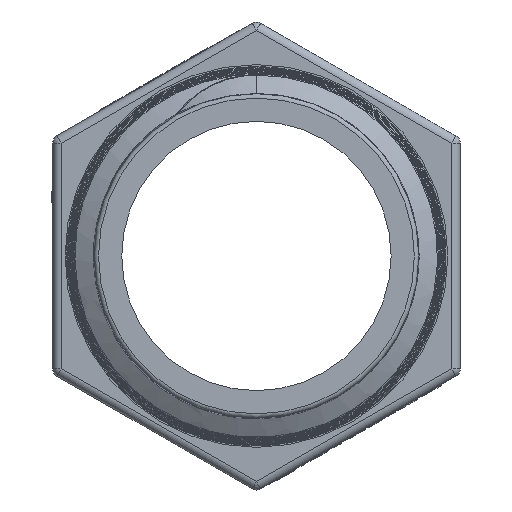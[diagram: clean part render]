
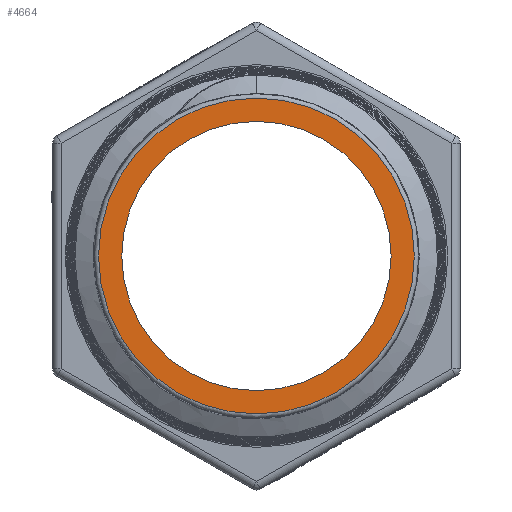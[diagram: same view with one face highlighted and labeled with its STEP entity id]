
A CAD part, left-side view. The second image highlights one B-rep face of the part: STEP entity #4664.
In plain terms, the highlighted planar face has unit normal (-1, 0, 0).
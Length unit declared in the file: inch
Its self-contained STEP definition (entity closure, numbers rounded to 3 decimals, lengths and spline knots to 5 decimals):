
#76=FACE_BOUND('',#799,.T.);
#274=PLANE('',#4904);
#510=FACE_OUTER_BOUND('',#798,.T.);
#798=EDGE_LOOP('',(#4148));
#799=EDGE_LOOP('',(#4149));
#870=CIRCLE('',#4901,0.55698);
#872=CIRCLE('',#4905,0.475);
#2344=VERTEX_POINT('',#13133);
#2347=VERTEX_POINT('',#13158);
#2968=EDGE_CURVE('',#2344,#2344,#870,.T.);
#2972=EDGE_CURVE('',#2347,#2347,#872,.T.);
#4148=ORIENTED_EDGE('',*,*,#2968,.F.);
#4149=ORIENTED_EDGE('',*,*,#2972,.T.);
#4664=ADVANCED_FACE('',(#510,#76),#274,.T.);
#4901=AXIS2_PLACEMENT_3D('',#13135,#5668,#5669);
#4904=AXIS2_PLACEMENT_3D('',#13157,#5674,#5675);
#4905=AXIS2_PLACEMENT_3D('',#13159,#5676,#5677);
#5668=DIRECTION('center_axis',(1.,0.,0.));
#5669=DIRECTION('ref_axis',(0.,-1.,0.));
#5674=DIRECTION('center_axis',(-1.,0.,0.));
#5675=DIRECTION('ref_axis',(0.,0.,1.));
#5676=DIRECTION('center_axis',(1.,0.,0.));
#5677=DIRECTION('ref_axis',(0.,1.,0.));
#13133=CARTESIAN_POINT('',(-1.205,0.,0.55698));
#13135=CARTESIAN_POINT('Origin',(-1.205,0.,0.));
#13157=CARTESIAN_POINT('Origin',(-1.205,0.52356,0.));
#13158=CARTESIAN_POINT('',(-1.205,-0.475,0.));
#13159=CARTESIAN_POINT('Origin',(-1.205,0.,0.));
